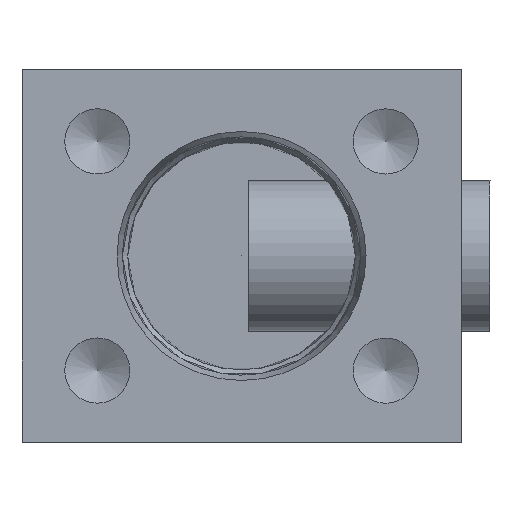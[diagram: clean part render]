
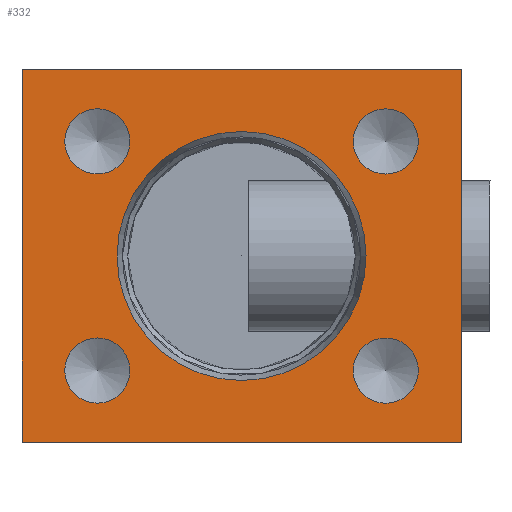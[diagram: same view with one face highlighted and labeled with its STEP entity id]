
A CAD part, left-side view. The second image highlights one B-rep face of the part: STEP entity #332.
In plain terms, the highlighted planar face has unit normal (-1, 0, 0).
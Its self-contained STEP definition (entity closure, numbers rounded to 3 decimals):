
#134=CARTESIAN_POINT('',(-1007.344,-3136.832,-94.533));
#135=VERTEX_POINT('',#134);
#150=CARTESIAN_POINT('',(-1007.344,-3136.851,93.891));
#151=VERTEX_POINT('',#150);
#158=CARTESIAN_POINT('',(-1007.344,-3136.851,93.891));
#159=DIRECTION('',(0.,0.,-1.));
#160=VECTOR('',#159,188.425);
#161=LINE('',#158,#160);
#162=EDGE_CURVE('',#151,#135,#161,.T.);
#203=CARTESIAN_POINT('',(-1007.344,-2914.491,-94.511));
#204=VERTEX_POINT('',#203);
#211=CARTESIAN_POINT('',(-1007.344,-2914.51,93.914));
#212=VERTEX_POINT('',#211);
#213=CARTESIAN_POINT('',(-1007.344,-2914.51,93.914));
#214=DIRECTION('',(0.,0.,-1.));
#215=VECTOR('',#214,188.425);
#216=LINE('',#213,#215);
#217=EDGE_CURVE('',#212,#204,#216,.T.);
#229=CARTESIAN_POINT('',(-1007.344,-3124.952,93.893));
#230=DIRECTION('',(-1.,0.,0.));
#231=DIRECTION('',(0.,0.,1.));
#232=AXIS2_PLACEMENT_3D('',#229,#230,#231);
#233=PLANE('',#232);
#234=CARTESIAN_POINT('',(-1007.344,-3025.67,62.718));
#235=VERTEX_POINT('',#234);
#236=CARTESIAN_POINT('',(-1007.344,-3025.67,-0.31));
#237=DIRECTION('',(1.,-0.,-0.));
#238=DIRECTION('',(0.,0.,1.));
#239=AXIS2_PLACEMENT_3D('',#236,#237,#238);
#240=CIRCLE('',#239,63.028);
#241=EDGE_CURVE('',#235,#235,#240,.T.);
#242=ORIENTED_EDGE('',*,*,#241,.T.);
#243=EDGE_LOOP('',(#242));
#244=FACE_BOUND('',#243,.T.);
#245=CARTESIAN_POINT('',(-1007.344,-3098.695,-41.843));
#246=VERTEX_POINT('',#245);
#247=CARTESIAN_POINT('',(-1007.344,-3098.699,-41.843));
#248=VERTEX_POINT('',#247);
#249=CARTESIAN_POINT('',(-1007.344,-3098.695,-58.351));
#250=DIRECTION('',(1.,-0.,-0.));
#251=DIRECTION('',(0.,0.,1.));
#252=AXIS2_PLACEMENT_3D('',#249,#250,#251);
#253=CIRCLE('',#252,16.508);
#254=EDGE_CURVE('',#246,#248,#253,.T.);
#255=ORIENTED_EDGE('',*,*,#254,.T.);
#256=CARTESIAN_POINT('',(-1007.344,-3098.695,-58.351));
#257=DIRECTION('',(1.,-0.,-0.));
#258=DIRECTION('',(0.,0.,1.));
#259=AXIS2_PLACEMENT_3D('',#256,#257,#258);
#260=CIRCLE('',#259,16.508);
#261=EDGE_CURVE('',#248,#246,#260,.T.);
#262=ORIENTED_EDGE('',*,*,#261,.T.);
#263=EDGE_LOOP('',(#255,#262));
#264=FACE_BOUND('',#263,.T.);
#265=CARTESIAN_POINT('',(-1007.344,-2952.644,74.24));
#266=VERTEX_POINT('',#265);
#267=CARTESIAN_POINT('',(-1007.344,-2952.64,41.223));
#268=VERTEX_POINT('',#267);
#269=CARTESIAN_POINT('',(-1007.344,-2952.644,57.732));
#270=DIRECTION('',(1.,-0.,-0.));
#271=DIRECTION('',(0.,0.,1.));
#272=AXIS2_PLACEMENT_3D('',#269,#270,#271);
#273=CIRCLE('',#272,16.508);
#274=EDGE_CURVE('',#266,#268,#273,.T.);
#275=ORIENTED_EDGE('',*,*,#274,.T.);
#276=CARTESIAN_POINT('',(-1007.344,-2952.644,57.732));
#277=DIRECTION('',(1.,-0.,-0.));
#278=DIRECTION('',(0.,0.,1.));
#279=AXIS2_PLACEMENT_3D('',#276,#277,#278);
#280=CIRCLE('',#279,16.508);
#281=EDGE_CURVE('',#268,#266,#280,.T.);
#282=ORIENTED_EDGE('',*,*,#281,.T.);
#283=EDGE_LOOP('',(#275,#282));
#284=FACE_BOUND('',#283,.T.);
#285=CARTESIAN_POINT('',(-1007.344,-3098.707,41.209));
#286=VERTEX_POINT('',#285);
#287=CARTESIAN_POINT('',(-1007.344,-3098.707,74.225));
#288=VERTEX_POINT('',#287);
#289=CARTESIAN_POINT('',(-1007.344,-3098.707,57.717));
#290=DIRECTION('',(-1.,0.,0.));
#291=DIRECTION('',(0.,0.,1.));
#292=AXIS2_PLACEMENT_3D('',#289,#290,#291);
#293=CIRCLE('',#292,16.508);
#294=EDGE_CURVE('',#286,#288,#293,.T.);
#295=ORIENTED_EDGE('',*,*,#294,.F.);
#296=CARTESIAN_POINT('',(-1007.344,-3098.707,57.717));
#297=DIRECTION('',(-1.,0.,0.));
#298=DIRECTION('',(0.,0.,1.));
#299=AXIS2_PLACEMENT_3D('',#296,#297,#298);
#300=CIRCLE('',#299,16.508);
#301=EDGE_CURVE('',#288,#286,#300,.T.);
#302=ORIENTED_EDGE('',*,*,#301,.F.);
#303=EDGE_LOOP('',(#295,#302));
#304=FACE_BOUND('',#303,.T.);
#305=CARTESIAN_POINT('',(-1007.344,-2952.632,-41.828));
#306=VERTEX_POINT('',#305);
#307=CARTESIAN_POINT('',(-1007.344,-2952.632,-58.336));
#308=DIRECTION('',(-1.,0.,0.));
#309=DIRECTION('',(0.,0.,1.));
#310=AXIS2_PLACEMENT_3D('',#307,#308,#309);
#311=CIRCLE('',#310,16.508);
#312=EDGE_CURVE('',#306,#306,#311,.T.);
#313=ORIENTED_EDGE('',*,*,#312,.F.);
#314=EDGE_LOOP('',(#313));
#315=FACE_BOUND('',#314,.T.);
#316=CARTESIAN_POINT('',(-1007.344,-3136.832,-94.533));
#317=DIRECTION('',(-0.,1.,0.));
#318=VECTOR('',#317,222.341);
#319=LINE('',#316,#318);
#320=EDGE_CURVE('',#135,#204,#319,.T.);
#321=ORIENTED_EDGE('',*,*,#320,.F.);
#322=ORIENTED_EDGE('',*,*,#162,.F.);
#323=CARTESIAN_POINT('',(-1007.344,-3136.851,93.891));
#324=DIRECTION('',(0.,1.,0.));
#325=VECTOR('',#324,222.341);
#326=LINE('',#323,#325);
#327=EDGE_CURVE('',#151,#212,#326,.T.);
#328=ORIENTED_EDGE('',*,*,#327,.T.);
#329=ORIENTED_EDGE('',*,*,#217,.T.);
#330=EDGE_LOOP('',(#321,#322,#328,#329));
#331=FACE_BOUND('',#330,.T.);
#332=ADVANCED_FACE('',(#244,#264,#284,#304,#315,#331),#233,.T.);
